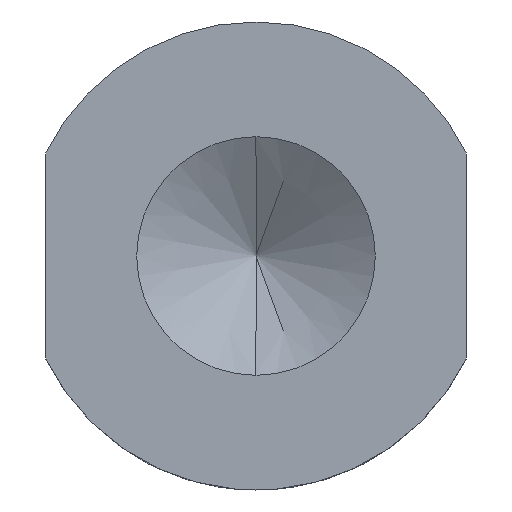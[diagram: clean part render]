
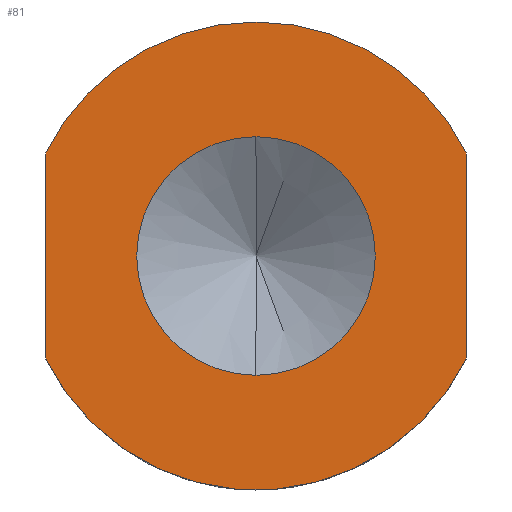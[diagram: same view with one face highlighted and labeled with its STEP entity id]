
A CAD part, left-side view. The second image highlights one B-rep face of the part: STEP entity #81.
In plain terms, the highlighted planar face has unit normal (-1, 0, 0).
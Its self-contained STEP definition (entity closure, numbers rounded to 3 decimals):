
#1 = CARTESIAN_POINT ( 'NONE',  ( 0., -9., -10. ) ) ;
#4 = AXIS2_PLACEMENT_3D ( 'NONE', #447, #76, #264 ) ;
#13 = CIRCLE ( 'NONE', #473, 10. ) ;
#27 = VERTEX_POINT ( 'NONE', #326 ) ;
#30 = AXIS2_PLACEMENT_3D ( 'NONE', #221, #461, #482 ) ;
#36 = DIRECTION ( 'NONE',  ( 0., 0., 1. ) ) ;
#46 = AXIS2_PLACEMENT_3D ( 'NONE', #251, #477, #106 ) ;
#47 = EDGE_LOOP ( 'NONE', ( #265, #414, #371, #296, #212 ) ) ;
#50 = LINE ( 'NONE', #185, #107 ) ;
#59 = CARTESIAN_POINT ( 'NONE',  ( 0., 0., 0. ) ) ;
#67 = VERTEX_POINT ( 'NONE', #121 ) ;
#76 = DIRECTION ( 'NONE',  ( -1., 0., 0. ) ) ;
#77 = CIRCLE ( 'NONE', #46, 10. ) ;
#81 = ADVANCED_FACE ( 'NONE', ( #366, #164 ), #170, .F. ) ;
#96 = EDGE_CURVE ( 'NONE', #127, #402, #50, .T. ) ;
#97 = ORIENTED_EDGE ( 'NONE', *, *, #484, .F. ) ;
#100 = DIRECTION ( 'NONE',  ( -1., 0., 0. ) ) ;
#106 = DIRECTION ( 'NONE',  ( 0., 0., 1. ) ) ;
#107 = VECTOR ( 'NONE', #474, 1000. ) ;
#116 = DIRECTION ( 'NONE',  ( 0., 0., 1. ) ) ;
#121 = CARTESIAN_POINT ( 'NONE',  ( 0., -9., 4.359 ) ) ;
#123 = EDGE_CURVE ( 'NONE', #27, #402, #77, .T. ) ;
#124 = DIRECTION ( 'NONE',  ( 0., 0., 1. ) ) ;
#127 = VERTEX_POINT ( 'NONE', #203 ) ;
#152 = EDGE_CURVE ( 'NONE', #360, #288, #335, .T. ) ;
#155 = DIRECTION ( 'NONE',  ( 0., 0., -1. ) ) ;
#164 = FACE_OUTER_BOUND ( 'NONE', #47, .T. ) ;
#165 = CIRCLE ( 'NONE', #452, 5.1 ) ;
#170 = PLANE ( 'NONE',  #431 ) ;
#183 = DIRECTION ( 'NONE',  ( -1., 0., 0. ) ) ;
#185 = CARTESIAN_POINT ( 'NONE',  ( 0., 9., -10. ) ) ;
#188 = CARTESIAN_POINT ( 'NONE',  ( 0., -9., -4.359 ) ) ;
#203 = CARTESIAN_POINT ( 'NONE',  ( 0., 9., -4.359 ) ) ;
#211 = EDGE_CURVE ( 'NONE', #127, #369, #287, .T. ) ;
#212 = ORIENTED_EDGE ( 'NONE', *, *, #96, .F. ) ;
#221 = CARTESIAN_POINT ( 'NONE',  ( 0., 0., 0. ) ) ;
#233 = CARTESIAN_POINT ( 'NONE',  ( 0., 0., -5.1 ) ) ;
#239 = CARTESIAN_POINT ( 'NONE',  ( 0., 9., 4.359 ) ) ;
#251 = CARTESIAN_POINT ( 'NONE',  ( 0., 0., 0. ) ) ;
#258 = EDGE_LOOP ( 'NONE', ( #412, #97 ) ) ;
#264 = DIRECTION ( 'NONE',  ( 0., 0., 1. ) ) ;
#265 = ORIENTED_EDGE ( 'NONE', *, *, #211, .T. ) ;
#287 = CIRCLE ( 'NONE', #30, 10. ) ;
#288 = VERTEX_POINT ( 'NONE', #233 ) ;
#289 = CARTESIAN_POINT ( 'NONE',  ( 0., 10., 0. ) ) ;
#296 = ORIENTED_EDGE ( 'NONE', *, *, #123, .T. ) ;
#297 = CARTESIAN_POINT ( 'NONE',  ( 0., 0., 0. ) ) ;
#308 = DIRECTION ( 'NONE',  ( 1., 0., 0. ) ) ;
#326 = CARTESIAN_POINT ( 'NONE',  ( 0., 0., 10. ) ) ;
#335 = CIRCLE ( 'NONE', #4, 5.1 ) ;
#360 = VERTEX_POINT ( 'NONE', #483 ) ;
#366 = FACE_BOUND ( 'NONE', #258, .T. ) ;
#369 = VERTEX_POINT ( 'NONE', #188 ) ;
#371 = ORIENTED_EDGE ( 'NONE', *, *, #460, .T. ) ;
#402 = VERTEX_POINT ( 'NONE', #239 ) ;
#403 = VECTOR ( 'NONE', #36, 1000. ) ;
#406 = EDGE_CURVE ( 'NONE', #369, #67, #426, .T. ) ;
#412 = ORIENTED_EDGE ( 'NONE', *, *, #152, .F. ) ;
#414 = ORIENTED_EDGE ( 'NONE', *, *, #406, .T. ) ;
#426 = LINE ( 'NONE', #1, #403 ) ;
#431 = AXIS2_PLACEMENT_3D ( 'NONE', #289, #308, #155 ) ;
#447 = CARTESIAN_POINT ( 'NONE',  ( 0., 0., 0. ) ) ;
#452 = AXIS2_PLACEMENT_3D ( 'NONE', #297, #183, #116 ) ;
#460 = EDGE_CURVE ( 'NONE', #67, #27, #13, .T. ) ;
#461 = DIRECTION ( 'NONE',  ( -1., 0., 0. ) ) ;
#473 = AXIS2_PLACEMENT_3D ( 'NONE', #59, #100, #124 ) ;
#474 = DIRECTION ( 'NONE',  ( 0., 0., 1. ) ) ;
#477 = DIRECTION ( 'NONE',  ( -1., 0., 0. ) ) ;
#482 = DIRECTION ( 'NONE',  ( 0., 0., 1. ) ) ;
#483 = CARTESIAN_POINT ( 'NONE',  ( 0., 0., 5.1 ) ) ;
#484 = EDGE_CURVE ( 'NONE', #288, #360, #165, .T. ) ;
